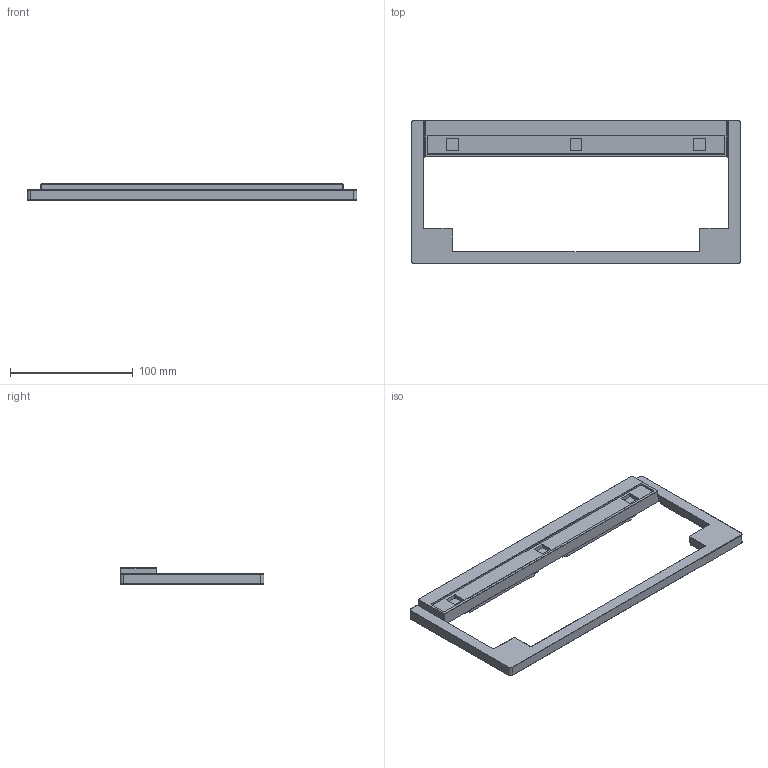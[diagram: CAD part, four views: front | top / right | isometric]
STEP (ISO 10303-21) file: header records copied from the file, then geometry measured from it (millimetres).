
FILE_DESCRIPTION(/* description */ (''),/* implementation_level */ '2;1');
FILE_NAME(/* name */ 'Top Case.step',/* time_stamp */ '2025-05-16T08:05:05-07:00',/* author */ (''),/* organization */ (''),/* preprocessor_version */ 'ST-DEVELOPER v20.1',/* originating_system */ 'Autodesk Translation Framework v14.4.0.0',/* authorisation */ '');
FILE_SCHEMA (('AUTOMOTIVE_DESIGN { 1 0 10303 214 3 1 1 }'));
Length unit declared in the file: millimetre
Products named in the file (1): Top Case
Bounding box: 268.6 x 117.15 x 13.5 mm (x, y, z)
Volume: 137683.3 mm3; surface area: 42737.9 mm2
Topology: 1 solids, 1 shells, 287 faces, 751 edges, 486 vertices
Faces by surface type: plane 146, cylinder 117, cone 24
Full cylindrical faces by diameter (mm): 1.6 x10, 2.5 x6
Entity records: 8887 total; most frequent: DIRECTION 1579, CARTESIAN_POINT 1550, ORIENTED_EDGE 1502, EDGE_CURVE 751, AXIS2_PLACEMENT_3D 545, LINE 489, VECTOR 489, VERTEX_POINT 486
